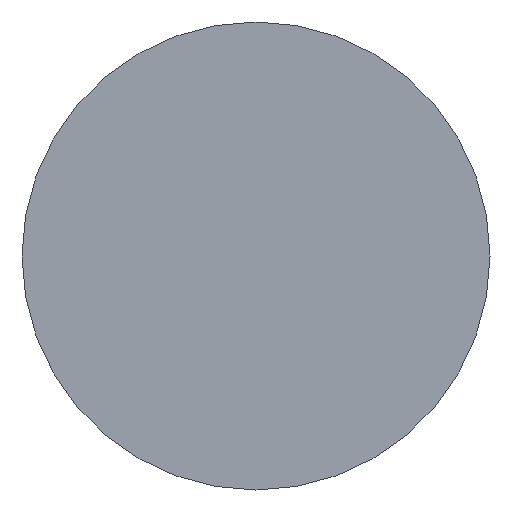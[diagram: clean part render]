
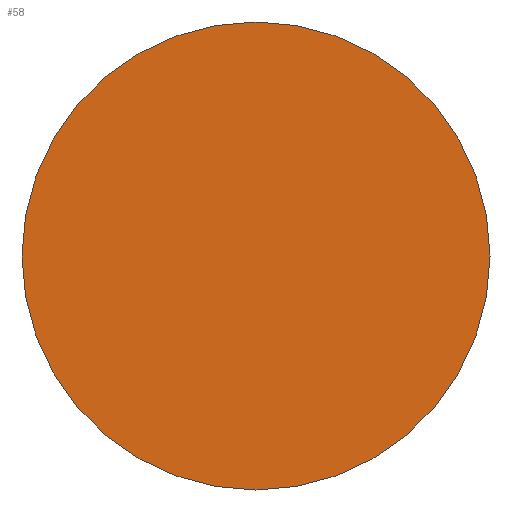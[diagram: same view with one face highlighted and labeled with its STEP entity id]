
A CAD part, left-side view. The second image highlights one B-rep face of the part: STEP entity #58.
In plain terms, the highlighted planar face has unit normal (-1, 0, 0).
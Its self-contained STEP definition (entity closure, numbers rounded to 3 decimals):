
#11 = EDGE_CURVE ( 'NONE', #62, #17, #90, .T. ) ;
#17 = VERTEX_POINT ( 'NONE', #119 ) ;
#35 = ORIENTED_EDGE ( 'NONE', *, *, #11, .T. ) ;
#58 = ADVANCED_FACE ( 'NONE', ( #188 ), #84, .F. ) ;
#61 = EDGE_LOOP ( 'NONE', ( #78, #35 ) ) ;
#62 = VERTEX_POINT ( 'NONE', #189 ) ;
#76 = EDGE_CURVE ( 'NONE', #17, #62, #249, .T. ) ;
#78 = ORIENTED_EDGE ( 'NONE', *, *, #76, .T. ) ;
#80 = DIRECTION ( 'NONE',  ( 0., 0., -1. ) ) ;
#81 = DIRECTION ( 'NONE',  ( 1., 0., 0. ) ) ;
#82 = CARTESIAN_POINT ( 'NONE',  ( 0., 0., 0. ) ) ;
#83 = AXIS2_PLACEMENT_3D ( 'NONE', #82, #81, #80 ) ;
#84 = PLANE ( 'NONE',  #83 ) ;
#90 = CIRCLE ( 'NONE', #135, 6. ) ;
#119 = CARTESIAN_POINT ( 'NONE',  ( 0., 0., 6. ) ) ;
#127 = CARTESIAN_POINT ( 'NONE',  ( 0., 0., 0. ) ) ;
#134 = DIRECTION ( 'NONE',  ( -1., 0., 0. ) ) ;
#135 = AXIS2_PLACEMENT_3D ( 'NONE', #127, #134, #143 ) ;
#143 = DIRECTION ( 'NONE',  ( 0., 0., 1. ) ) ;
#188 = FACE_OUTER_BOUND ( 'NONE', #61, .T. ) ;
#189 = CARTESIAN_POINT ( 'NONE',  ( 0., 0., -6. ) ) ;
#220 = DIRECTION ( 'NONE',  ( 0., 0., 1. ) ) ;
#221 = DIRECTION ( 'NONE',  ( -1., 0., 0. ) ) ;
#233 = CARTESIAN_POINT ( 'NONE',  ( 0., 0., 0. ) ) ;
#235 = AXIS2_PLACEMENT_3D ( 'NONE', #233, #221, #220 ) ;
#249 = CIRCLE ( 'NONE', #235, 6. ) ;
